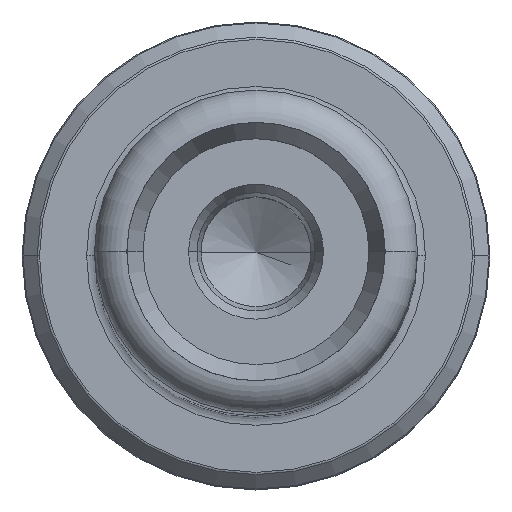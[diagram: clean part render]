
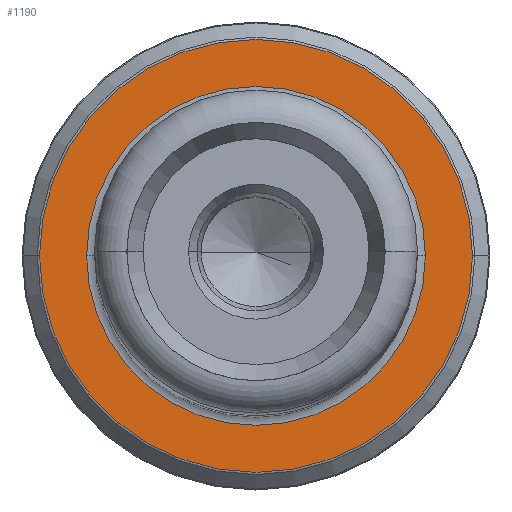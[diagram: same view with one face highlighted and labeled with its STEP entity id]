
A CAD part, top view. The second image highlights one B-rep face of the part: STEP entity #1190.
In plain terms, the highlighted planar face has unit normal (0, 0, 1).
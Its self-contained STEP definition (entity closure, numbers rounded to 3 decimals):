
#210 = CARTESIAN_POINT ( 'NONE',  ( 0., 0., 20. ) ) ;
#238 = CARTESIAN_POINT ( 'NONE',  ( 0., 0., 20. ) ) ;
#270 = CARTESIAN_POINT ( 'NONE',  ( 13.417, 0., 20. ) ) ;
#298 = DIRECTION ( 'NONE',  ( -1., 0., 0. ) ) ;
#361 = DIRECTION ( 'NONE',  ( 0., 0., -1. ) ) ;
#517 = AXIS2_PLACEMENT_3D ( 'NONE', #1859, #361, #298 ) ;
#558 = VERTEX_POINT ( 'NONE', #1307 ) ;
#576 = ORIENTED_EDGE ( 'NONE', *, *, #3032, .T. ) ;
#778 = DIRECTION ( 'NONE',  ( 0., 0., -1. ) ) ;
#808 = CARTESIAN_POINT ( 'NONE',  ( 0., 0., 20. ) ) ;
#837 = CIRCLE ( 'NONE', #517, 10.5 ) ;
#853 = VERTEX_POINT ( 'NONE', #270 ) ;
#867 = VERTEX_POINT ( 'NONE', #3862 ) ;
#1017 = ORIENTED_EDGE ( 'NONE', *, *, #2269, .T. ) ;
#1190 = ADVANCED_FACE ( 'NONE', ( #1899, #1604 ), #1691, .T. ) ;
#1307 = CARTESIAN_POINT ( 'NONE',  ( -13.417, 0., 20. ) ) ;
#1366 = CARTESIAN_POINT ( 'NONE',  ( 10.5, 0., 20. ) ) ;
#1374 = ORIENTED_EDGE ( 'NONE', *, *, #1532, .T. ) ;
#1463 = DIRECTION ( 'NONE',  ( 0., 0., 1. ) ) ;
#1532 = EDGE_CURVE ( 'NONE', #558, #853, #3237, .T. ) ;
#1604 = FACE_OUTER_BOUND ( 'NONE', #1842, .T. ) ;
#1666 = AXIS2_PLACEMENT_3D ( 'NONE', #238, #1463, #2430 ) ;
#1691 = PLANE ( 'NONE',  #2901 ) ;
#1738 = CARTESIAN_POINT ( 'NONE',  ( 0., 0., 20. ) ) ;
#1817 = AXIS2_PLACEMENT_3D ( 'NONE', #1738, #2983, #3252 ) ;
#1842 = EDGE_LOOP ( 'NONE', ( #576, #1374 ) ) ;
#1859 = CARTESIAN_POINT ( 'NONE',  ( 0., 0., 20. ) ) ;
#1899 = FACE_BOUND ( 'NONE', #2249, .T. ) ;
#1912 = ORIENTED_EDGE ( 'NONE', *, *, #3701, .T. ) ;
#2025 = DIRECTION ( 'NONE',  ( 0., 0., 1. ) ) ;
#2249 = EDGE_LOOP ( 'NONE', ( #1017, #1912 ) ) ;
#2261 = CIRCLE ( 'NONE', #2941, 10.5 ) ;
#2269 = EDGE_CURVE ( 'NONE', #867, #2863, #837, .T. ) ;
#2430 = DIRECTION ( 'NONE',  ( 1., 0., 0. ) ) ;
#2863 = VERTEX_POINT ( 'NONE', #1366 ) ;
#2901 = AXIS2_PLACEMENT_3D ( 'NONE', #808, #2025, #2936 ) ;
#2936 = DIRECTION ( 'NONE',  ( 1., 0., 0. ) ) ;
#2941 = AXIS2_PLACEMENT_3D ( 'NONE', #210, #778, #3182 ) ;
#2983 = DIRECTION ( 'NONE',  ( 0., 0., 1. ) ) ;
#3032 = EDGE_CURVE ( 'NONE', #853, #558, #3807, .T. ) ;
#3182 = DIRECTION ( 'NONE',  ( -1., 0., 0. ) ) ;
#3237 = CIRCLE ( 'NONE', #1666, 13.417 ) ;
#3252 = DIRECTION ( 'NONE',  ( 1., 0., 0. ) ) ;
#3701 = EDGE_CURVE ( 'NONE', #2863, #867, #2261, .T. ) ;
#3807 = CIRCLE ( 'NONE', #1817, 13.417 ) ;
#3862 = CARTESIAN_POINT ( 'NONE',  ( -10.5, 0., 20. ) ) ;
